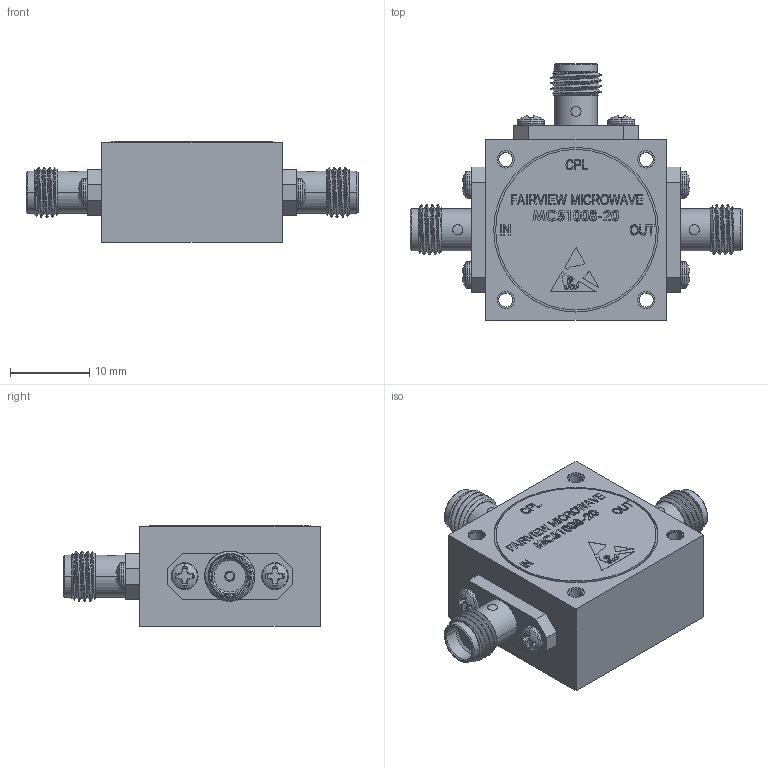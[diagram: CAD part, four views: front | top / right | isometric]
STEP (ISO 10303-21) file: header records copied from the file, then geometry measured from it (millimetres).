
FILE_DESCRIPTION (( 'STEP AP203' ), '1' );
FILE_NAME ('MC51008-20.step', '2018-10-10T15:14:01', ( '' ), ( '' ), 'SwSTEP 2.0', 'SolidWorks 2017', '' );
FILE_SCHEMA (( 'CONFIG_CONTROL_DESIGN' ));
Length unit declared in the file: inch
Products named in the file (1): MC51008-20
Bounding box: 42.01 x 32.44 x 12.75 mm (x, y, z)
Volume: 7422.4 mm3; surface area: 3772.7 mm2
Topology: 1 solids, 13 shells, 1087 faces, 2862 edges, 1897 vertices
Faces by surface type: plane 509, cylinder 288, bspline 182, cone 72, torus 24, sphere 12
Entity records: 51625 total; most frequent: CARTESIAN_POINT 26599, ORIENTED_EDGE 5724, DIRECTION 4379, EDGE_CURVE 2862, VERTEX_POINT 1897, LINE 1523, VECTOR 1523, AXIS2_PLACEMENT_3D 1428
